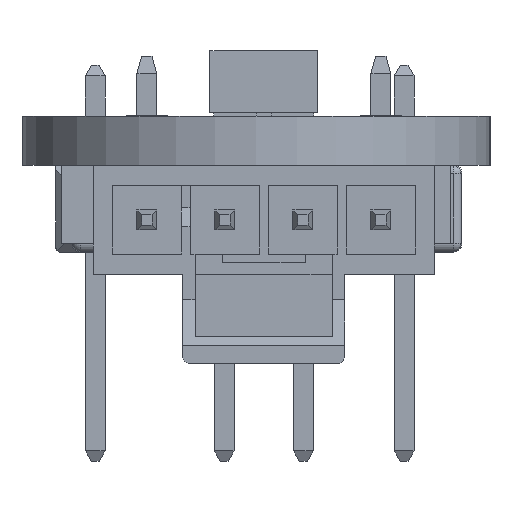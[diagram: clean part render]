
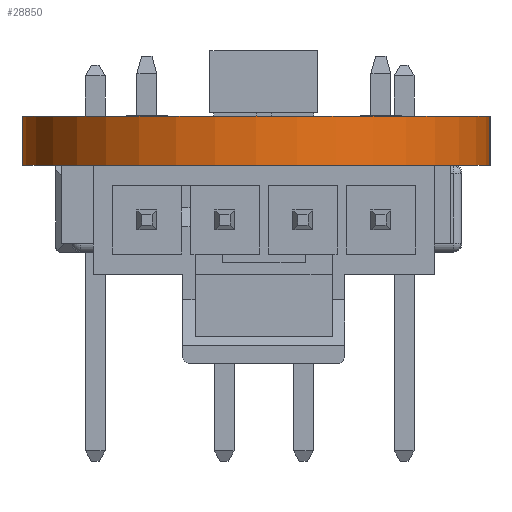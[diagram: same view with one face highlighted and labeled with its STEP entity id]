
A CAD part, left-side view. The second image highlights one B-rep face of the part: STEP entity #28850.
In plain terms, the highlighted cylindrical face has radius 7.5 mm (diameter 15 mm), a partial arc.
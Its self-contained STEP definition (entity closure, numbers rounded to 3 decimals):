
#28850 = ADVANCED_FACE('',(#28851),#28887,.T.);
#28851 = FACE_BOUND('',#28852,.T.);
#28852 = EDGE_LOOP('',(#28853,#28863,#28872,#28880));
#28853 = ORIENTED_EDGE('',*,*,#28854,.T.);
#28854 = EDGE_CURVE('',#28855,#28857,#28859,.T.);
#28855 = VERTEX_POINT('',#28856);
#28856 = CARTESIAN_POINT('',(5.25,0.25,-1.574));
#28857 = VERTEX_POINT('',#28858);
#28858 = CARTESIAN_POINT('',(5.25,0.25,0.));
#28859 = LINE('',#28860,#28861);
#28860 = CARTESIAN_POINT('',(5.25,0.25,-1.574));
#28861 = VECTOR('',#28862,1.);
#28862 = DIRECTION('',(0.,0.,1.));
#28863 = ORIENTED_EDGE('',*,*,#28864,.T.);
#28864 = EDGE_CURVE('',#28857,#28865,#28867,.T.);
#28865 = VERTEX_POINT('',#28866);
#28866 = CARTESIAN_POINT('',(5.25,15.25,0.));
#28867 = CIRCLE('',#28868,7.5);
#28868 = AXIS2_PLACEMENT_3D('',#28869,#28870,#28871);
#28869 = CARTESIAN_POINT('',(5.25,7.75,0.));
#28870 = DIRECTION('',(0.,0.,-1.));
#28871 = DIRECTION('',(0.,-1.,0.));
#28872 = ORIENTED_EDGE('',*,*,#28873,.F.);
#28873 = EDGE_CURVE('',#28874,#28865,#28876,.T.);
#28874 = VERTEX_POINT('',#28875);
#28875 = CARTESIAN_POINT('',(5.25,15.25,-1.574));
#28876 = LINE('',#28877,#28878);
#28877 = CARTESIAN_POINT('',(5.25,15.25,-1.574));
#28878 = VECTOR('',#28879,1.);
#28879 = DIRECTION('',(0.,0.,1.));
#28880 = ORIENTED_EDGE('',*,*,#28881,.F.);
#28881 = EDGE_CURVE('',#28855,#28874,#28882,.T.);
#28882 = CIRCLE('',#28883,7.5);
#28883 = AXIS2_PLACEMENT_3D('',#28884,#28885,#28886);
#28884 = CARTESIAN_POINT('',(5.25,7.75,-1.574));
#28885 = DIRECTION('',(0.,0.,-1.));
#28886 = DIRECTION('',(0.,-1.,0.));
#28887 = CYLINDRICAL_SURFACE('',#28888,7.5);
#28888 = AXIS2_PLACEMENT_3D('',#28889,#28890,#28891);
#28889 = CARTESIAN_POINT('',(5.25,7.75,-1.574));
#28890 = DIRECTION('',(0.,0.,-1.));
#28891 = DIRECTION('',(0.,-1.,0.));
